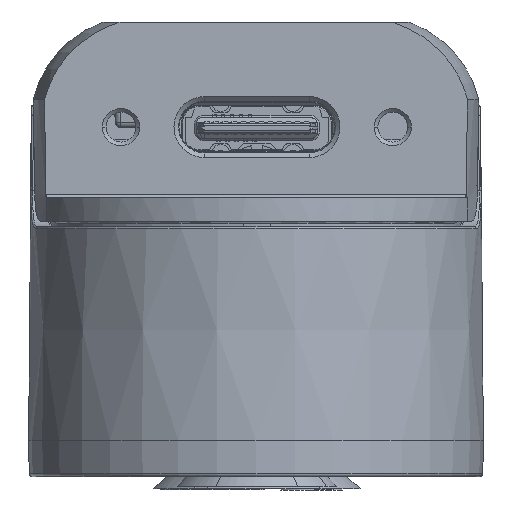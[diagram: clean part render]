
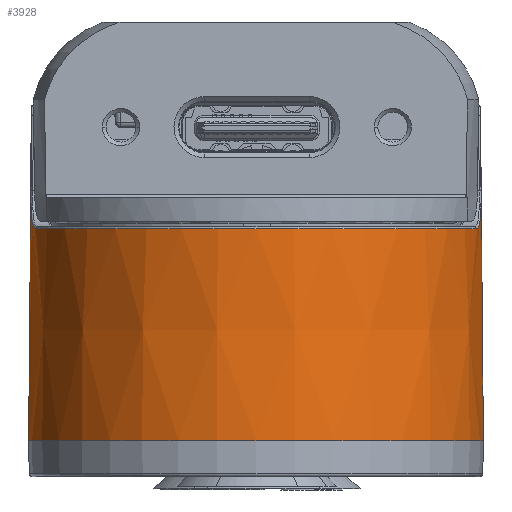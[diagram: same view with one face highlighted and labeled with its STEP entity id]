
A CAD part, left-side view. The second image highlights one B-rep face of the part: STEP entity #3928.
In plain terms, the highlighted conical face has half-angle 0.5 degrees and reference radius 12.55 mm.
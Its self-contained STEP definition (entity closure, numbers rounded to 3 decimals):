
#199 = CARTESIAN_POINT ( 'NONE',  ( -34.989, 12.199, 0.086 ) ) ;
#3385 = EDGE_CURVE ( 'NONE', #112896, #250616, #241613, .T. ) ;
#3928 = ADVANCED_FACE ( 'NONE', ( #36951 ), #249336, .T. ) ;
#7516 = CARTESIAN_POINT ( 'NONE',  ( -32.37, -12.34, 6.687 ) ) ;
#8039 = CARTESIAN_POINT ( 'NONE',  ( -32.774, -12.37, 2.171 ) ) ;
#8518 = CARTESIAN_POINT ( 'NONE',  ( -32.555, 12.44, 6.312 ) ) ;
#8585 = CARTESIAN_POINT ( 'NONE',  ( -32.628, -12.351, 4.932 ) ) ;
#9573 = B_SPLINE_CURVE_WITH_KNOTS ( 'NONE', 5,
 ( #124754, #203396, #26852, #105452, #7516, #86125 ),
 .UNSPECIFIED., .F., .F.,
 ( 6, 6 ),
 ( 0., 1. ),
 .UNSPECIFIED. ) ;
#9801 = DIRECTION ( 'NONE',  ( 1., 0., 0. ) ) ;
#13351 = CARTESIAN_POINT ( 'NONE',  ( -32.275, 12.519, -2.365 ) ) ;
#14788 = CARTESIAN_POINT ( 'NONE',  ( -32.555, 12.44, 6.312 ) ) ;
#14928 = CARTESIAN_POINT ( 'NONE',  ( -33.959, -12.288, 0.289 ) ) ;
#15966 = CIRCLE ( 'NONE', #69497, 12.55 ) ;
#16142 = ORIENTED_EDGE ( 'NONE', *, *, #57915, .F. ) ;
#16995 = CARTESIAN_POINT ( 'NONE',  ( -32.847, 12.472, 1.619 ) ) ;
#23755 = EDGE_CURVE ( 'NONE', #169060, #223917, #140160, .T. ) ;
#26189 = B_SPLINE_CURVE_WITH_KNOTS ( 'NONE', 3,
 ( #8518, #125773, #243108, #204422 ),
 .UNSPECIFIED., .F., .F.,
 ( 4, 4 ),
 ( 5.98, 11.845 ),
 .UNSPECIFIED. ) ;
#26852 = CARTESIAN_POINT ( 'NONE',  ( -32.515, -12.339, 6.523 ) ) ;
#34141 = EDGE_CURVE ( 'NONE', #108638, #191226, #177827, .T. ) ;
#35361 = CARTESIAN_POINT ( 'NONE',  ( -32.37, 12.44, 6.687 ) ) ;
#36298 = CARTESIAN_POINT ( 'NONE',  ( -32.949, 12.469, 1.356 ) ) ;
#36951 = FACE_OUTER_BOUND ( 'NONE', #67908, .T. ) ;
#43492 = ORIENTED_EDGE ( 'NONE', *, *, #23755, .F. ) ;
#48425 = EDGE_CURVE ( 'NONE', #181009, #191226, #9573, .T. ) ;
#49854 = B_SPLINE_CURVE_WITH_KNOTS ( 'NONE', 3,
 ( #148967, #167052, #8585, #150218 ),
 .UNSPECIFIED., .F., .F.,
 ( 4, 4 ),
 ( 24.751, 30.616 ),
 .UNSPECIFIED. ) ;
#53696 = ORIENTED_EDGE ( 'NONE', *, *, #82306, .F. ) ;
#54855 = CARTESIAN_POINT ( 'NONE',  ( -33., -12.368, 1.236 ) ) ;
#57082 = CARTESIAN_POINT ( 'NONE',  ( -34.989, 12.199, 0.086 ) ) ;
#57112 = CARTESIAN_POINT ( 'NONE',  ( -32.275, 12.6, -11.615 ) ) ;
#57915 = EDGE_CURVE ( 'NONE', #117673, #62259, #228582, .T. ) ;
#58395 = B_SPLINE_CURVE_WITH_KNOTS ( 'NONE', 5,
 ( #230033, #35361, #248073, #94659, #168211, #14788 ),
 .UNSPECIFIED., .F., .F.,
 ( 6, 6 ),
 ( 0., 1. ),
 .UNSPECIFIED. ) ;
#62259 = VERTEX_POINT ( 'NONE', #250587 ) ;
#64328 = AXIS2_PLACEMENT_3D ( 'NONE', #253434, #249633, #134919 ) ;
#67908 = EDGE_LOOP ( 'NONE', ( #86747, #152376, #43492, #53696, #236367, #253828, #136316, #16142, #229877, #89702 ) ) ;
#69497 = AXIS2_PLACEMENT_3D ( 'NONE', #219940, #141324, #243125 ) ;
#74178 = CARTESIAN_POINT ( 'NONE',  ( -33.389, -12.349, 0.671 ) ) ;
#82306 = EDGE_CURVE ( 'NONE', #250616, #169060, #186375, .T. ) ;
#83169 = CARTESIAN_POINT ( 'NONE',  ( -32.555, -12.34, 6.312 ) ) ;
#83539 = AXIS2_PLACEMENT_3D ( 'NONE', #185122, #105222, #9801 ) ;
#86125 = CARTESIAN_POINT ( 'NONE',  ( -32.275, -12.34, 6.734 ) ) ;
#86747 = ORIENTED_EDGE ( 'NONE', *, *, #48425, .F. ) ;
#89702 = ORIENTED_EDGE ( 'NONE', *, *, #34141, .T. ) ;
#94425 = VECTOR ( 'NONE', #173130, 1000. ) ;
#94659 = CARTESIAN_POINT ( 'NONE',  ( -32.515, 12.439, 6.523 ) ) ;
#94800 = CARTESIAN_POINT ( 'NONE',  ( -32.791, -12.372, 1.851 ) ) ;
#97841 = EDGE_CURVE ( 'NONE', #108638, #117673, #15966, .T. ) ;
#98236 = VERTEX_POINT ( 'NONE', #222409 ) ;
#99399 = CARTESIAN_POINT ( 'NONE',  ( -32.774, 12.47, 2.171 ) ) ;
#105222 = DIRECTION ( 'NONE',  ( 0., 0., 1. ) ) ;
#105452 = CARTESIAN_POINT ( 'NONE',  ( -32.453, -12.34, 6.616 ) ) ;
#108638 = VERTEX_POINT ( 'NONE', #167836 ) ;
#111776 = EDGE_CURVE ( 'NONE', #98236, #112896, #26189, .T. ) ;
#112896 = VERTEX_POINT ( 'NONE', #217094 ) ;
#117673 = VERTEX_POINT ( 'NONE', #57112 ) ;
#124754 = CARTESIAN_POINT ( 'NONE',  ( -32.555, -12.34, 6.312 ) ) ;
#125773 = CARTESIAN_POINT ( 'NONE',  ( -32.628, 12.451, 4.932 ) ) ;
#133449 = CARTESIAN_POINT ( 'NONE',  ( -32.866, -12.371, 1.535 ) ) ;
#134919 = DIRECTION ( 'NONE',  ( 0., 1., 0. ) ) ;
#136316 = ORIENTED_EDGE ( 'NONE', *, *, #228387, .F. ) ;
#138076 = CARTESIAN_POINT ( 'NONE',  ( -33.295, 12.455, 0.767 ) ) ;
#139355 = CARTESIAN_POINT ( 'NONE',  ( -34.21, 12.356, 0.17 ) ) ;
#140160 = B_SPLINE_CURVE_WITH_KNOTS ( 'NONE', 5,
 ( #148069, #250728, #226695, #14928, #74178, #54855, #133449, #94800, #173414 ),
 .UNSPECIFIED., .F., .F.,
 ( 6, 3, 6 ),
 ( 0., 0.526, 1. ),
 .UNSPECIFIED. ) ;
#141324 = DIRECTION ( 'NONE',  ( 0., 0., -1. ) ) ;
#148069 = CARTESIAN_POINT ( 'NONE',  ( -34.989, -12.099, 0.086 ) ) ;
#148967 = CARTESIAN_POINT ( 'NONE',  ( -32.774, -12.37, 2.171 ) ) ;
#150218 = CARTESIAN_POINT ( 'NONE',  ( -32.555, -12.34, 6.312 ) ) ;
#152376 = ORIENTED_EDGE ( 'NONE', *, *, #221503, .F. ) ;
#161751 = CARTESIAN_POINT ( 'NONE',  ( -34.989, -12.099, 0.086 ) ) ;
#167052 = CARTESIAN_POINT ( 'NONE',  ( -32.701, -12.361, 3.551 ) ) ;
#167836 = CARTESIAN_POINT ( 'NONE',  ( -32.275, -12.5, -11.615 ) ) ;
#168211 = CARTESIAN_POINT ( 'NONE',  ( -32.549, 12.44, 6.418 ) ) ;
#169060 = VERTEX_POINT ( 'NONE', #161751 ) ;
#173130 = DIRECTION ( 'NONE',  ( 0., -0.009, 1. ) ) ;
#173414 = CARTESIAN_POINT ( 'NONE',  ( -32.774, -12.37, 2.171 ) ) ;
#174219 = CARTESIAN_POINT ( 'NONE',  ( -32.788, 12.472, 1.894 ) ) ;
#177827 = LINE ( 'NONE', #195874, #195968 ) ;
#178013 = CARTESIAN_POINT ( 'NONE',  ( -33.838, 12.404, 0.342 ) ) ;
#181009 = VERTEX_POINT ( 'NONE', #83169 ) ;
#185122 = CARTESIAN_POINT ( 'NONE',  ( -32.275, 0.05, 0.086 ) ) ;
#186375 = CIRCLE ( 'NONE', #83539, 12.448 ) ;
#191226 = VERTEX_POINT ( 'NONE', #238029 ) ;
#195874 = CARTESIAN_POINT ( 'NONE',  ( -32.275, -12.419, -2.365 ) ) ;
#195968 = VECTOR ( 'NONE', #233291, 1000. ) ;
#196068 = CARTESIAN_POINT ( 'NONE',  ( -34.601, 12.285, 0.086 ) ) ;
#203396 = CARTESIAN_POINT ( 'NONE',  ( -32.549, -12.34, 6.418 ) ) ;
#204422 = CARTESIAN_POINT ( 'NONE',  ( -32.774, 12.47, 2.171 ) ) ;
#217094 = CARTESIAN_POINT ( 'NONE',  ( -32.774, 12.47, 2.171 ) ) ;
#219940 = CARTESIAN_POINT ( 'NONE',  ( -32.275, 0.05, -11.615 ) ) ;
#221503 = EDGE_CURVE ( 'NONE', #223917, #181009, #49854, .T. ) ;
#222409 = CARTESIAN_POINT ( 'NONE',  ( -32.555, 12.44, 6.312 ) ) ;
#223917 = VERTEX_POINT ( 'NONE', #8039 ) ;
#226695 = CARTESIAN_POINT ( 'NONE',  ( -34.294, -12.24, 0.153 ) ) ;
#228387 = EDGE_CURVE ( 'NONE', #62259, #98236, #58395, .T. ) ;
#228582 = LINE ( 'NONE', #13351, #94425 ) ;
#229877 = ORIENTED_EDGE ( 'NONE', *, *, #97841, .F. ) ;
#230033 = CARTESIAN_POINT ( 'NONE',  ( -32.275, 12.44, 6.734 ) ) ;
#233291 = DIRECTION ( 'NONE',  ( 0., 0.009, 1. ) ) ;
#236367 = ORIENTED_EDGE ( 'NONE', *, *, #3385, .F. ) ;
#238029 = CARTESIAN_POINT ( 'NONE',  ( -32.275, -12.34, 6.734 ) ) ;
#241613 = B_SPLINE_CURVE_WITH_KNOTS ( 'NONE', 5,
 ( #99399, #174219, #16995, #36298, #138076, #178013, #139355, #196068, #199 ),
 .UNSPECIFIED., .F., .F.,
 ( 6, 3, 6 ),
 ( 0., 0.411, 1. ),
 .UNSPECIFIED. ) ;
#243108 = CARTESIAN_POINT ( 'NONE',  ( -32.701, 12.461, 3.551 ) ) ;
#243125 = DIRECTION ( 'NONE',  ( 1., 0., 0. ) ) ;
#248073 = CARTESIAN_POINT ( 'NONE',  ( -32.453, 12.44, 6.616 ) ) ;
#249336 = CONICAL_SURFACE ( 'NONE', #64328, 12.55, 0.009 ) ;
#249633 = DIRECTION ( 'NONE',  ( 0., 0., -1. ) ) ;
#250587 = CARTESIAN_POINT ( 'NONE',  ( -32.275, 12.44, 6.734 ) ) ;
#250616 = VERTEX_POINT ( 'NONE', #57082 ) ;
#250728 = CARTESIAN_POINT ( 'NONE',  ( -34.643, -12.176, 0.086 ) ) ;
#253434 = CARTESIAN_POINT ( 'NONE',  ( -32.275, 0.05, -11.615 ) ) ;
#253828 = ORIENTED_EDGE ( 'NONE', *, *, #111776, .F. ) ;
